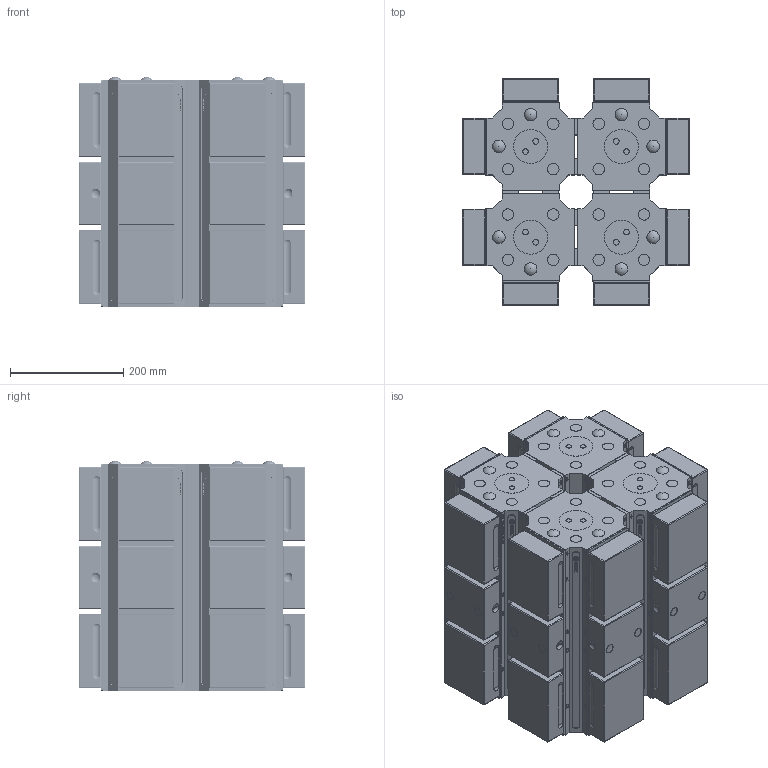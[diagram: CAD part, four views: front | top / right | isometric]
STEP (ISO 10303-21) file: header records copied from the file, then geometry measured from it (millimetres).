
FILE_DESCRIPTION((''),'2;1');
FILE_NAME('5ML1040-41-16.stp','2014-06-27T14:21:19',('Dayne Stauffer'),(''),'Autodesk Inventor 2013','Autodesk Inventor 2013','');
FILE_SCHEMA(('AUTOMOTIVE_DESIGN { 1 0 10303 214 1 1 1 1 }'));
Length unit declared in the file: millimetre
Products named in the file (6): 5ML1040-41-16; 5CLM1040-41-16; 5DS1040-10-40; 5FJ1040-10-40; 5MJ1040-10-40; 5CP1040-ST
Assembly tree (20 placements, depth 3):
  5ML1040-41-16
    5CLM1040-41-16
    5DS1040-10-40  x8
      5FJ1040-10-40
      5MJ1040-10-40
    5CP1040-ST  x8
Bounding box: 399.32 x 399.32 x 405.5 mm (x, y, z)
Volume: 43399378.9 mm3; surface area: 2962391.5 mm2
Topology: 33 solids, 33 shells, 6510 faces, 16362 edges, 10604 vertices
Faces by surface type: plane 3532, bspline 1522, cylinder 1096, sphere 296, cone 64
Full cylindrical faces by diameter (mm): 4.917 x16, 6.65 x48, 8.4 x32, 8.65 x16, 9 x48, 10 x8, 10.106 x32, 12.7 x32, 14 x32, 14.15 x48, 16 x16, 19.34 x48, 20 x16, 49.88 x4, 59.98 x4
Entity records: 140808 total; most frequent: CARTESIAN_POINT 41073, ORIENTED_EDGE 21286, DIRECTION 16301, EDGE_CURVE 10643, VERTEX_POINT 7284, VECTOR 7139, LINE 7139, EDGE_LOOP 5539
